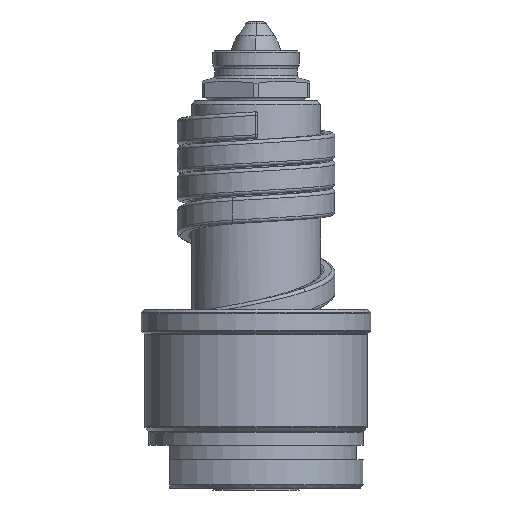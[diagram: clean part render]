
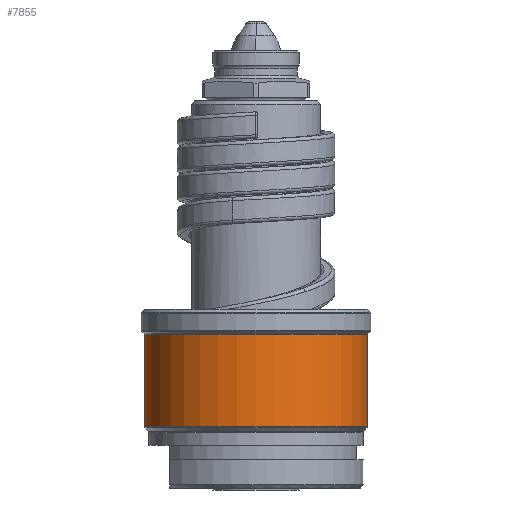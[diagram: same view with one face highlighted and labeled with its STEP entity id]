
A CAD part, front view. The second image highlights one B-rep face of the part: STEP entity #7855.
In plain terms, the highlighted cylindrical face has radius 15.5 mm (diameter 31 mm), a partial arc.
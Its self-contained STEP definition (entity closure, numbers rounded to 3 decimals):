
#1773=CARTESIAN_POINT('',(0.,0.,8.583));
#1774=DIRECTION('',(0.,0.,1.));
#1775=DIRECTION('',(-1.,0.,0.));
#1776=AXIS2_PLACEMENT_3D('',#1773,#1774,#1775);
#1778=DIRECTION('',(0.,0.,-1.));
#1779=VECTOR('',#1778,12.835);
#1780=CARTESIAN_POINT('',(-15.5,0.,21.417));
#1781=LINE('',#1780,#1779);
#1782=CARTESIAN_POINT('',(0.,0.,21.417));
#1783=DIRECTION('',(0.,0.,1.));
#1784=DIRECTION('',(-1.,0.,0.));
#1785=AXIS2_PLACEMENT_3D('',#1782,#1783,#1784);
#1787=DIRECTION('',(0.,0.,-1.));
#1788=VECTOR('',#1787,12.835);
#1789=CARTESIAN_POINT('',(15.5,0.,21.417));
#1790=LINE('',#1789,#1788);
#5444=CARTESIAN_POINT('',(15.5,0.,21.417));
#5445=CARTESIAN_POINT('',(-15.5,0.,21.417));
#5446=VERTEX_POINT('',#5444);
#5447=VERTEX_POINT('',#5445);
#5470=CARTESIAN_POINT('',(15.5,0.,8.583));
#5471=VERTEX_POINT('',#5470);
#5472=CARTESIAN_POINT('',(-15.5,0.,8.583));
#5473=VERTEX_POINT('',#5472);
#7843=CARTESIAN_POINT('',(0.,0.,7.15));
#7844=DIRECTION('',(0.,0.,1.));
#7845=DIRECTION('',(-1.,0.,0.));
#7846=AXIS2_PLACEMENT_3D('',#7843,#7844,#7845);
#7847=CYLINDRICAL_SURFACE('',#7846,15.5);
#7848=ORIENTED_EDGE('',*,*,#7815,.F.);
#7849=ORIENTED_EDGE('',*,*,#7833,.F.);
#7851=ORIENTED_EDGE('',*,*,#7850,.T.);
#7852=ORIENTED_EDGE('',*,*,#7829,.T.);
#7853=EDGE_LOOP('',(#7848,#7849,#7851,#7852));
#7854=FACE_OUTER_BOUND('',#7853,.F.);
#1777=CIRCLE('',#1776,15.5);
#1786=CIRCLE('',#1785,15.5);
#7815=EDGE_CURVE('',#5473,#5471,#1777,.T.);
#7829=EDGE_CURVE('',#5446,#5471,#1790,.T.);
#7833=EDGE_CURVE('',#5447,#5473,#1781,.T.);
#7850=EDGE_CURVE('',#5447,#5446,#1786,.T.);
#7855=ADVANCED_FACE('',(#7854),#7847,.T.);
